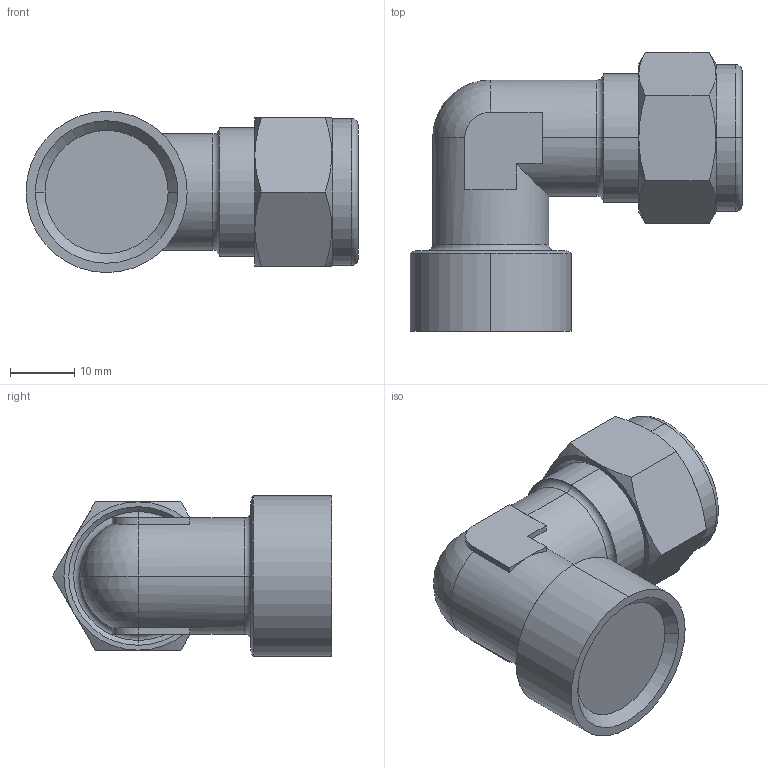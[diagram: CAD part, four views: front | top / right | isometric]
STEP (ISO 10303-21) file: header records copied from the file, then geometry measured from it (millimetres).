
FILE_DESCRIPTION (( 'STEP AP214' ), '1' );
FILE_NAME ('1029000014.step', '2013-02-25T17:14:55', ( '' ), ( '' ), 'SwSTEP 2.0', 'SolidWorks 2012', '' );
FILE_SCHEMA (( 'AUTOMOTIVE_DESIGN' ));
Length unit declared in the file: millimetre
Products named in the file (1): 1029000014
Bounding box: 51.5 x 43.28 x 25 mm (x, y, z)
Volume: 22781.8 mm3; surface area: 6012.5 mm2
Topology: 1 solids, 3 shells, 75 faces, 165 edges, 98 vertices
Faces by surface type: plane 31, cone 20, cylinder 14, torus 8, sphere 2
Entity records: 2269 total; most frequent: CARTESIAN_POINT 610, DIRECTION 352, ORIENTED_EDGE 326, EDGE_CURVE 163, AXIS2_PLACEMENT_3D 143, VERTEX_POINT 98, EDGE_LOOP 79, ADVANCED_FACE 75
